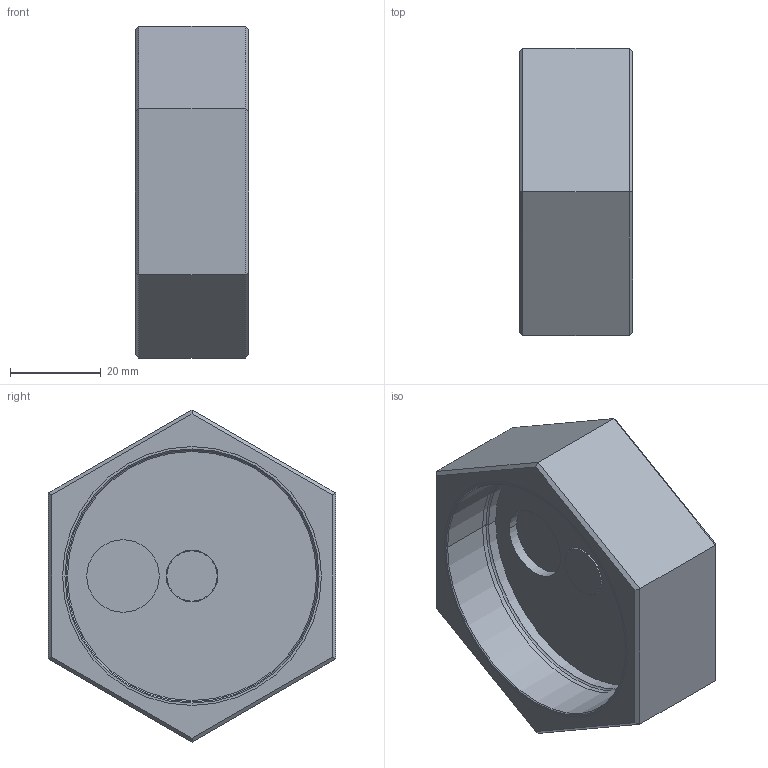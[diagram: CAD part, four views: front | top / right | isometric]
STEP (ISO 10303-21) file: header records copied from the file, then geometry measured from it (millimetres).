
FILE_DESCRIPTION((''),'2;1');
FILE_NAME('ILC30987247','2005-08-25T',('KR'),(''),'PRO/ENGINEER BY PARAMETRIC TECHNOLOGY CORPORATION, 2004290','PRO/ENGINEER BY PARAMETRIC TECHNOLOGY CORPORATION, 2004290','');
FILE_SCHEMA(('AUTOMOTIVE_DESIGN_CC2 { 1 2 10303 214 -1 1 5 2 }'));
Length unit declared in the file: inch
Products named in the file (1): ILC30987247
Bounding box: 25.15 x 63.5 x 73.32 mm (x, y, z)
Volume: 50002.9 mm3; surface area: 17634.2 mm2
Topology: 1 solids, 3 shells, 49 faces, 104 edges, 62 vertices
Faces by surface type: plane 25, cylinder 14, cone 8, torus 2
Entity records: 1430 total; most frequent: DIRECTION 244, CARTESIAN_POINT 216, ORIENTED_EDGE 202, COLOUR_RGB 105, EDGE_CURVE 104, AXIS2_PLACEMENT_3D 90, VECTOR 64, LINE 64
